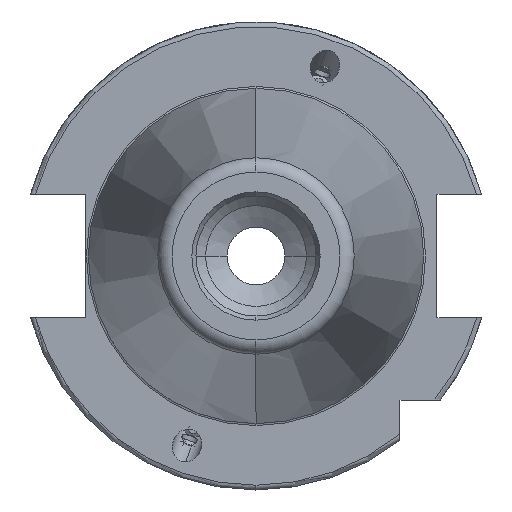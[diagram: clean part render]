
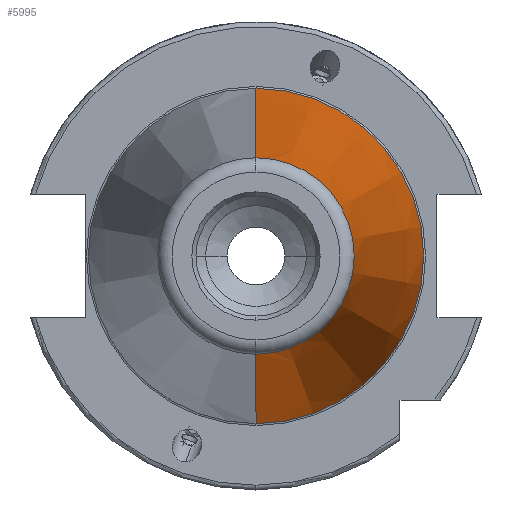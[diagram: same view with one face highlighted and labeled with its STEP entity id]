
A CAD part, left-side view. The second image highlights one B-rep face of the part: STEP entity #5995.
In plain terms, the highlighted conical face has half-angle 8.297 degrees and reference radius 34.925 mm.
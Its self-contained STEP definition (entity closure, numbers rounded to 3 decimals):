
#5606 = CARTESIAN_POINT ( 'NONE',  ( -99.183, 0., 20.461 ) ) ;
#5725 = DIRECTION ( 'NONE',  ( 0.99, 0., -0.144 ) ) ;
#5726 = VECTOR ( 'NONE', #5725, 1000. ) ;
#5727 = CARTESIAN_POINT ( 'NONE',  ( 0., 0., -34.925 ) ) ;
#5730 = LINE ( 'NONE', #5727, #5726 ) ;
#5823 = CARTESIAN_POINT ( 'NONE',  ( 0., 0., -34.925 ) ) ;
#5829 = CARTESIAN_POINT ( 'NONE',  ( 0., 0., 34.925 ) ) ;
#5871 = DIRECTION ( 'NONE',  ( 0.99, 0., 0.144 ) ) ;
#5872 = VECTOR ( 'NONE', #5871, 1000. ) ;
#5873 = CARTESIAN_POINT ( 'NONE',  ( 0., 0., 34.925 ) ) ;
#5874 = LINE ( 'NONE', #5873, #5872 ) ;
#5890 = VERTEX_POINT ( 'NONE', #5606 ) ;
#5908 = ORIENTED_EDGE ( 'NONE', *, *, #5950, .T. ) ;
#5950 = EDGE_CURVE ( 'NONE', #5993, #5958, #5730, .T. ) ;
#5957 = ORIENTED_EDGE ( 'NONE', *, *, #6003, .T. ) ;
#5958 = VERTEX_POINT ( 'NONE', #5823 ) ;
#5960 = VERTEX_POINT ( 'NONE', #5829 ) ;
#5963 = ORIENTED_EDGE ( 'NONE', *, *, #5977, .F. ) ;
#5964 = EDGE_LOOP ( 'NONE', ( #6002, #5908, #5957, #5963 ) ) ;
#5977 = EDGE_CURVE ( 'NONE', #5890, #5960, #5874, .T. ) ;
#5989 = EDGE_CURVE ( 'NONE', #5993, #5890, #6046, .T. ) ;
#5993 = VERTEX_POINT ( 'NONE', #6080 ) ;
#5995 = ADVANCED_FACE ( 'NONE', ( #6145 ), #6150, .T. ) ;
#6002 = ORIENTED_EDGE ( 'NONE', *, *, #5989, .F. ) ;
#6003 = EDGE_CURVE ( 'NONE', #5958, #5960, #6148, .T. ) ;
#6036 = DIRECTION ( 'NONE',  ( -1., 0., 0. ) ) ;
#6045 = AXIS2_PLACEMENT_3D ( 'NONE', #6047, #6036, #6052 ) ;
#6046 = CIRCLE ( 'NONE', #6045, 20.461 ) ;
#6047 = CARTESIAN_POINT ( 'NONE',  ( -99.183, 0., 0. ) ) ;
#6052 = DIRECTION ( 'NONE',  ( 0., 0., -1. ) ) ;
#6080 = CARTESIAN_POINT ( 'NONE',  ( -99.183, 0., -20.461 ) ) ;
#6145 = FACE_OUTER_BOUND ( 'NONE', #5964, .T. ) ;
#6146 = DIRECTION ( 'NONE',  ( 1., 0., 0. ) ) ;
#6147 = AXIS2_PLACEMENT_3D ( 'NONE', #6157, #6156, #6155 ) ;
#6148 = CIRCLE ( 'NONE', #6147, 34.925 ) ;
#6149 = CARTESIAN_POINT ( 'NONE',  ( 0., 0., 0. ) ) ;
#6150 = CONICAL_SURFACE ( 'NONE', #6164, 34.925, 0.145 ) ;
#6155 = DIRECTION ( 'NONE',  ( 0., 0., -1. ) ) ;
#6156 = DIRECTION ( 'NONE',  ( -1., 0., 0. ) ) ;
#6157 = CARTESIAN_POINT ( 'NONE',  ( 0., 0., 0. ) ) ;
#6164 = AXIS2_PLACEMENT_3D ( 'NONE', #6149, #6146, #6165 ) ;
#6165 = DIRECTION ( 'NONE',  ( 0., 0., 1. ) ) ;
